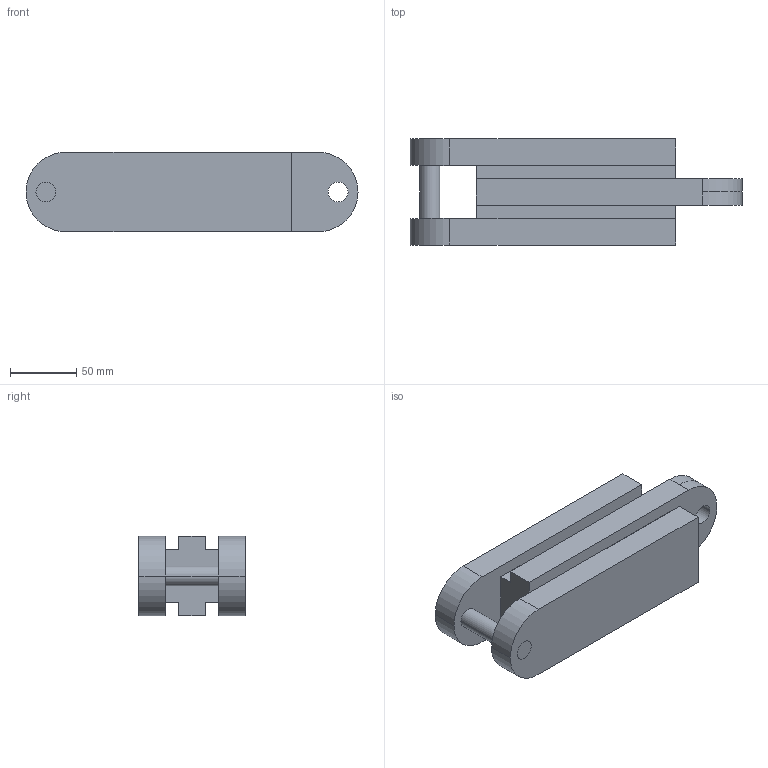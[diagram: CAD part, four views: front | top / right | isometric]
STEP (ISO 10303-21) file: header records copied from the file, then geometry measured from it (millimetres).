
FILE_DESCRIPTION (( 'STEP AP203' ), '1' );
FILE_NAME ('ArmSegment_Default_sldprt.STEP', '2022-03-12T01:07:17', ( '' ), ( '' ), 'SwSTEP 2.0', 'SolidWorks 2018', '' );
FILE_SCHEMA (( 'CONFIG_CONTROL_DESIGN' ));
Length unit declared in the file: millimetre
Products named in the file (1): ArmSegment_Default_sldprt
Bounding box: 250 x 80 x 60 mm (x, y, z)
Volume: 820357.3 mm3; surface area: 88827.7 mm2
Topology: 2 solids, 2 shells, 37 faces, 98 edges, 65 vertices
Faces by surface type: plane 21, cylinder 16
Entity records: 1241 total; most frequent: DIRECTION 204, CARTESIAN_POINT 201, ORIENTED_EDGE 196, EDGE_CURVE 98, LINE 68, AXIS2_PLACEMENT_3D 68, VECTOR 68, VERTEX_POINT 65
